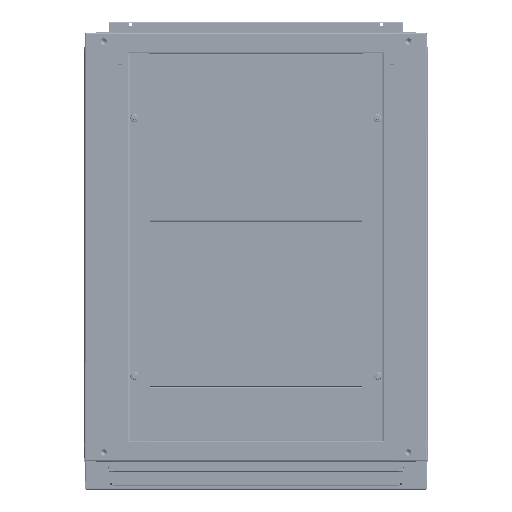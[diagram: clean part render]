
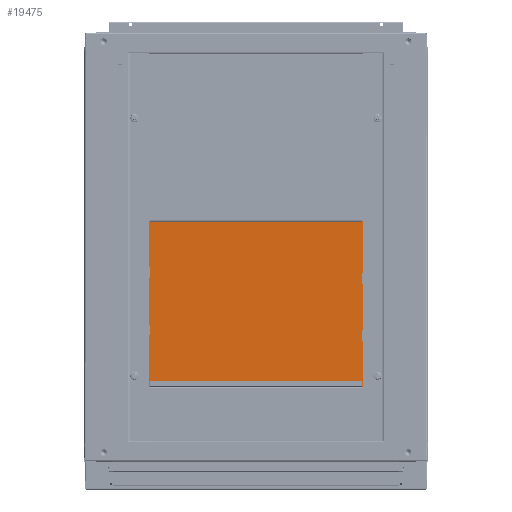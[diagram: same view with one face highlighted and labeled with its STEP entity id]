
A CAD part, front view. The second image highlights one B-rep face of the part: STEP entity #19475.
In plain terms, the highlighted face is planar.
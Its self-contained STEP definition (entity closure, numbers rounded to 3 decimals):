
#1838 = DIRECTION ( 'NONE',  ( 0., 0., 1. ) ) ;
#2555 = DIRECTION ( 'NONE',  ( 0., 0., -1. ) ) ;
#2635 = ORIENTED_EDGE ( 'NONE', *, *, #3899, .T. ) ;
#3899 = EDGE_CURVE ( 'NONE', #51067, #57017, #50814, .T. ) ;
#4489 = ORIENTED_EDGE ( 'NONE', *, *, #9772, .F. ) ;
#6174 = ORIENTED_EDGE ( 'NONE', *, *, #6489, .F. ) ;
#6489 = EDGE_CURVE ( 'NONE', #7856, #32302, #13625, .T. ) ;
#6777 = CARTESIAN_POINT ( 'NONE',  ( 200., 0., -149. ) ) ;
#7856 = VERTEX_POINT ( 'NONE', #53553 ) ;
#8037 = CARTESIAN_POINT ( 'NONE',  ( 185., 0., 149. ) ) ;
#8590 = VERTEX_POINT ( 'NONE', #67771 ) ;
#8737 = VECTOR ( 'NONE', #2555, 1000. ) ;
#9151 = DIRECTION ( 'NONE',  ( 0., 0., 1. ) ) ;
#9391 = CARTESIAN_POINT ( 'NONE',  ( -200., 0., -149. ) ) ;
#9772 = EDGE_CURVE ( 'NONE', #32302, #23035, #45950, .T. ) ;
#10191 = VECTOR ( 'NONE', #11303, 1000. ) ;
#10250 = VECTOR ( 'NONE', #9151, 1000. ) ;
#11303 = DIRECTION ( 'NONE',  ( -1., 0., 0. ) ) ;
#13625 = LINE ( 'NONE', #39076, #10191 ) ;
#13681 = AXIS2_PLACEMENT_3D ( 'NONE', #29025, #67521, #34557 ) ;
#16591 = DIRECTION ( 'NONE',  ( -1., 0., 0. ) ) ;
#19475 = ADVANCED_FACE ( 'NONE', ( #62440 ), #56464, .T. ) ;
#20833 = VECTOR ( 'NONE', #50273, 1000. ) ;
#21434 = ORIENTED_EDGE ( 'NONE', *, *, #51706, .F. ) ;
#22795 = CARTESIAN_POINT ( 'NONE',  ( 200., 0., -149. ) ) ;
#23035 = VERTEX_POINT ( 'NONE', #38988 ) ;
#23917 = VECTOR ( 'NONE', #54864, 1000. ) ;
#25180 = LINE ( 'NONE', #8037, #8737 ) ;
#25624 = VERTEX_POINT ( 'NONE', #69306 ) ;
#27481 = CARTESIAN_POINT ( 'NONE',  ( -200., 0., -149. ) ) ;
#28678 = ORIENTED_EDGE ( 'NONE', *, *, #46361, .T. ) ;
#28797 = EDGE_CURVE ( 'NONE', #55105, #25624, #68886, .T. ) ;
#29025 = CARTESIAN_POINT ( 'NONE',  ( 200., 0., 149. ) ) ;
#30509 = CARTESIAN_POINT ( 'NONE',  ( -185., 0., 147.25 ) ) ;
#31014 = LINE ( 'NONE', #27481, #34475 ) ;
#32302 = VERTEX_POINT ( 'NONE', #30509 ) ;
#34420 = VECTOR ( 'NONE', #39395, 1000. ) ;
#34475 = VECTOR ( 'NONE', #16591, 1000. ) ;
#34557 = DIRECTION ( 'NONE',  ( 0., 0., 1. ) ) ;
#38988 = CARTESIAN_POINT ( 'NONE',  ( -185., 0., 149. ) ) ;
#39076 = CARTESIAN_POINT ( 'NONE',  ( 185., 0., 147.25 ) ) ;
#39395 = DIRECTION ( 'NONE',  ( 0., 0., -1. ) ) ;
#41544 = ORIENTED_EDGE ( 'NONE', *, *, #53455, .T. ) ;
#42930 = EDGE_CURVE ( 'NONE', #25624, #23035, #64756, .T. ) ;
#44764 = CARTESIAN_POINT ( 'NONE',  ( -200., 0., 149. ) ) ;
#45906 = CARTESIAN_POINT ( 'NONE',  ( -185., 0., 147.25 ) ) ;
#45950 = LINE ( 'NONE', #45906, #58831 ) ;
#46361 = EDGE_CURVE ( 'NONE', #8590, #51067, #53187, .T. ) ;
#49351 = CARTESIAN_POINT ( 'NONE',  ( -200., 0., 149. ) ) ;
#50273 = DIRECTION ( 'NONE',  ( 1., 0., 0. ) ) ;
#50814 = LINE ( 'NONE', #22795, #34420 ) ;
#51067 = VERTEX_POINT ( 'NONE', #68336 ) ;
#51706 = EDGE_CURVE ( 'NONE', #8590, #7856, #25180, .T. ) ;
#53187 = LINE ( 'NONE', #49351, #23917 ) ;
#53455 = EDGE_CURVE ( 'NONE', #57017, #55105, #31014, .T. ) ;
#53553 = CARTESIAN_POINT ( 'NONE',  ( 185., 0., 147.25 ) ) ;
#54864 = DIRECTION ( 'NONE',  ( 1., 0., 0. ) ) ;
#55105 = VERTEX_POINT ( 'NONE', #59750 ) ;
#56464 = PLANE ( 'NONE',  #13681 ) ;
#57017 = VERTEX_POINT ( 'NONE', #6777 ) ;
#58831 = VECTOR ( 'NONE', #1838, 1000. ) ;
#59150 = ORIENTED_EDGE ( 'NONE', *, *, #28797, .T. ) ;
#59750 = CARTESIAN_POINT ( 'NONE',  ( -200., 0., -149. ) ) ;
#62440 = FACE_OUTER_BOUND ( 'NONE', #63137, .T. ) ;
#63137 = EDGE_LOOP ( 'NONE', ( #6174, #21434, #28678, #2635, #41544, #59150, #68876, #4489 ) ) ;
#64756 = LINE ( 'NONE', #44764, #20833 ) ;
#67521 = DIRECTION ( 'NONE',  ( 0., 1., 0. ) ) ;
#67771 = CARTESIAN_POINT ( 'NONE',  ( 185., 0., 149. ) ) ;
#68336 = CARTESIAN_POINT ( 'NONE',  ( 200., 0., 149. ) ) ;
#68876 = ORIENTED_EDGE ( 'NONE', *, *, #42930, .T. ) ;
#68886 = LINE ( 'NONE', #9391, #10250 ) ;
#69306 = CARTESIAN_POINT ( 'NONE',  ( -200., 0., 149. ) ) ;
